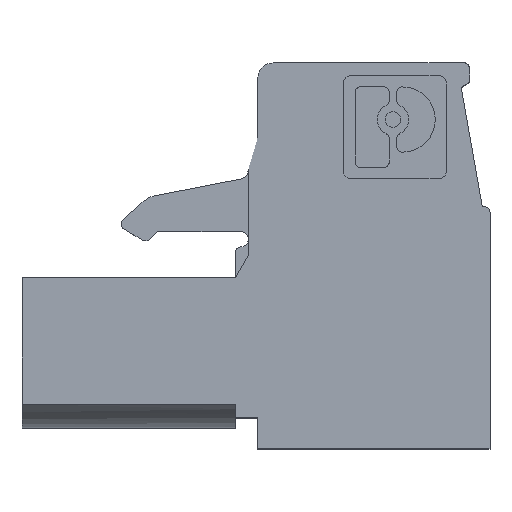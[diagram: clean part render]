
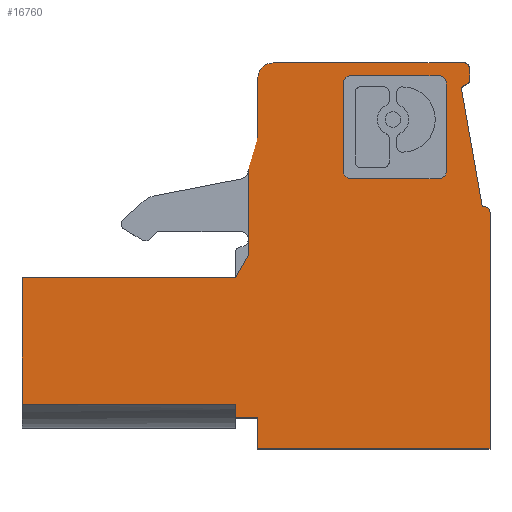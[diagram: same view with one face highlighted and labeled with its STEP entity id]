
A CAD part, top view. The second image highlights one B-rep face of the part: STEP entity #16760.
In plain terms, the highlighted planar face has unit normal (0, 0, 1).
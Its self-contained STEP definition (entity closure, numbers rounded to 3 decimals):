
#1960=CARTESIAN_POINT('',(49.127,48.775,2.54));
#1970=VERTEX_POINT('',#1960);
#2000=CARTESIAN_POINT('',(49.127,0.,2.54));
#2010=DIRECTION('',(0.,1.,0.));
#2020=VECTOR('',#2010,1.);
#2030=LINE('',#2000,#2020);
#2040=CARTESIAN_POINT('',(49.127,45.424,2.54));
#2050=VERTEX_POINT('',#2040);
#2060=EDGE_CURVE('',#2050,#1970,#2030,.T.);
#2620=CARTESIAN_POINT('',(50.097,52.313,2.54));
#2630=DIRECTION('',(0.,0.,1.));
#2640=DIRECTION('',(1.,0.,0.));
#2650=AXIS2_PLACEMENT_3D('',#2620,#2630,#2640);
#2660=CIRCLE('',#2650,0.6);
#2670=CARTESIAN_POINT('',(50.097,52.913,2.54));
#2680=VERTEX_POINT('',#2670);
#2690=CARTESIAN_POINT('',(49.497,52.313,2.54));
#2700=VERTEX_POINT('',#2690);
#2710=EDGE_CURVE('',#2680,#2700,#2660,.T.);
#4640=CARTESIAN_POINT('',(48.627,39.113,2.54));
#4650=VERTEX_POINT('',#4640);
#4680=CARTESIAN_POINT('',(0.,39.113,2.54));
#4690=DIRECTION('',(-1.,0.,0.));
#4700=VECTOR('',#4690,1.);
#4710=LINE('',#4680,#4700);
#4720=CARTESIAN_POINT('',(49.497,39.113,2.54));
#4730=VERTEX_POINT('',#4720);
#4740=EDGE_CURVE('',#4730,#4650,#4710,.T.);
#6360=CARTESIAN_POINT('',(40.327,39.643,2.54));
#6370=VERTEX_POINT('',#6360);
#6400=CARTESIAN_POINT('',(0.,39.643,2.54));
#6410=DIRECTION('',(1.,0.,0.));
#6420=VECTOR('',#6410,1.);
#6430=LINE('',#6400,#6420);
#6440=CARTESIAN_POINT('',(48.627,39.643,2.54));
#6450=VERTEX_POINT('',#6440);
#6460=EDGE_CURVE('',#6370,#6450,#6430,.T.);
#11750=CARTESIAN_POINT('',(48.627,44.558,2.54));
#11760=VERTEX_POINT('',#11750);
#11790=CARTESIAN_POINT('',(0.,44.558,2.54));
#11800=DIRECTION('',(1.,0.,0.));
#11810=VECTOR('',#11800,1.);
#11820=LINE('',#11790,#11810);
#11830=CARTESIAN_POINT('',(40.327,44.558,2.54));
#11840=VERTEX_POINT('',#11830);
#11850=EDGE_CURVE('',#11840,#11760,#11820,.T.);
#12330=CARTESIAN_POINT('',(58.527,47.113,2.54));
#12340=VERTEX_POINT('',#12330);
#12370=CARTESIAN_POINT('',(58.327,47.113,2.54));
#12380=DIRECTION('',(0.,0.,1.));
#12390=DIRECTION('',(1.,0.,0.));
#12400=AXIS2_PLACEMENT_3D('',#12370,#12380,#12390);
#12410=CIRCLE('',#12400,0.2);
#12420=CARTESIAN_POINT('',(58.327,47.313,2.54));
#12430=VERTEX_POINT('',#12420);
#12440=EDGE_CURVE('',#12340,#12430,#12410,.T.);
#14800=CARTESIAN_POINT('',(48.627,0.,2.54));
#14810=DIRECTION('',(0.,1.,0.));
#14820=VECTOR('',#14810,1.);
#14830=LINE('',#14800,#14820);
#14840=EDGE_CURVE('',#4650,#6450,#14830,.T.);
#14890=CARTESIAN_POINT('',(0.,0.,2.54));
#14900=DIRECTION('',(0.,0.,1.));
#14910=DIRECTION('',(1.,0.,0.));
#14920=AXIS2_PLACEMENT_3D('',#14890,#14900,#14910);
#14930=PLANE('',#14920);
#14940=ORIENTED_EDGE('',*,*,#4740,.F.);
#14950=ORIENTED_EDGE('',*,*,#14840,.F.);
#14960=ORIENTED_EDGE('',*,*,#6460,.T.);
#14970=CARTESIAN_POINT('',(40.327,0.,2.54));
#14980=DIRECTION('',(0.,1.,0.));
#14990=VECTOR('',#14980,1.);
#15000=LINE('',#14970,#14990);
#15010=EDGE_CURVE('',#6370,#11840,#15000,.T.);
#15020=ORIENTED_EDGE('',*,*,#15010,.F.);
#15030=ORIENTED_EDGE('',*,*,#11850,.F.);
#15040=CARTESIAN_POINT('',(22.901,0.,2.54));
#15050=DIRECTION('',(-0.5,-0.866,0.));
#15060=VECTOR('',#15050,1.);
#15070=LINE('',#15040,#15060);
#15080=EDGE_CURVE('',#2050,#11760,#15070,.T.);
#15090=ORIENTED_EDGE('',*,*,#15080,.T.);
#15100=ORIENTED_EDGE('',*,*,#2060,.F.);
#15110=CARTESIAN_POINT('',(0.,76.681,2.54));
#15120=DIRECTION('',(-0.87,0.494,0.));
#15130=VECTOR('',#15120,1.);
#15140=LINE('',#15110,#15130);
#15150=CARTESIAN_POINT('',(49.127,48.775,2.54));
#15160=VERTEX_POINT('',#15150);
#15170=EDGE_CURVE('',#1970,#15160,#15140,.T.);
#15180=ORIENTED_EDGE('',*,*,#15170,.F.);
#15190=CARTESIAN_POINT('',(34.539,0.,2.54));
#15200=DIRECTION('',(-0.287,-0.958,0.));
#15210=VECTOR('',#15200,1.);
#15220=LINE('',#15190,#15210);
#15230=CARTESIAN_POINT('',(49.497,50.013,2.54));
#15240=VERTEX_POINT('',#15230);
#15250=EDGE_CURVE('',#15240,#15160,#15220,.T.);
#15260=ORIENTED_EDGE('',*,*,#15250,.T.);
#15270=CARTESIAN_POINT('',(49.497,0.,2.54));
#15280=DIRECTION('',(0.,1.,0.));
#15290=VECTOR('',#15280,1.);
#15300=LINE('',#15270,#15290);
#15310=EDGE_CURVE('',#15240,#2700,#15300,.T.);
#15320=ORIENTED_EDGE('',*,*,#15310,.F.);
#15330=ORIENTED_EDGE('',*,*,#2710,.T.);
#15340=CARTESIAN_POINT('',(0.,52.913,2.54));
#15350=DIRECTION('',(1.,0.,0.));
#15360=VECTOR('',#15350,1.);
#15370=LINE('',#15340,#15360);
#15380=CARTESIAN_POINT('',(57.522,52.913,2.54));
#15390=VERTEX_POINT('',#15380);
#15400=EDGE_CURVE('',#2680,#15390,#15370,.T.);
#15410=ORIENTED_EDGE('',*,*,#15400,.F.);
#15420=CARTESIAN_POINT('',(57.522,52.713,2.54));
#15430=DIRECTION('',(0.,0.,1.));
#15440=DIRECTION('',(1.,0.,0.));
#15450=AXIS2_PLACEMENT_3D('',#15420,#15430,#15440);
#15460=CIRCLE('',#15450,0.2);
#15470=CARTESIAN_POINT('',(57.722,52.721,2.54));
#15480=VERTEX_POINT('',#15470);
#15490=EDGE_CURVE('',#15480,#15390,#15460,.T.);
#15500=ORIENTED_EDGE('',*,*,#15490,.T.);
#15510=CARTESIAN_POINT('',(60.024,0.,2.54));
#15520=DIRECTION('',(-0.044,0.999,0.));
#15530=VECTOR('',#15520,1.);
#15540=LINE('',#15510,#15530);
#15550=CARTESIAN_POINT('',(57.747,52.163,2.54));
#15560=VERTEX_POINT('',#15550);
#15570=EDGE_CURVE('',#15560,#15480,#15540,.T.);
#15580=ORIENTED_EDGE('',*,*,#15570,.T.);
#15590=CARTESIAN_POINT('',(0.,18.823,2.54));
#15600=DIRECTION('',(-0.866,-0.5,0.));
#15610=VECTOR('',#15600,1.);
#15620=LINE('',#15590,#15610);
#15630=CARTESIAN_POINT('',(57.406,51.966,2.54));
#15640=VERTEX_POINT('',#15630);
#15650=EDGE_CURVE('',#15560,#15640,#15620,.T.);
#15660=ORIENTED_EDGE('',*,*,#15650,.F.);
#15670=CARTESIAN_POINT('',(66.569,0.,2.54));
#15680=DIRECTION('',(0.174,-0.985,0.));
#15690=VECTOR('',#15680,1.);
#15700=LINE('',#15670,#15690);
#15710=CARTESIAN_POINT('',(58.227,47.313,2.54));
#15720=VERTEX_POINT('',#15710);
#15730=EDGE_CURVE('',#15640,#15720,#15700,.T.);
#15740=ORIENTED_EDGE('',*,*,#15730,.F.);
#15750=CARTESIAN_POINT('',(0.,47.313,2.54));
#15760=DIRECTION('',(-1.,0.,0.));
#15770=VECTOR('',#15760,1.);
#15780=LINE('',#15750,#15770);
#15790=EDGE_CURVE('',#12430,#15720,#15780,.T.);
#15800=ORIENTED_EDGE('',*,*,#15790,.T.);
#15810=ORIENTED_EDGE('',*,*,#12440,.T.);
#15820=CARTESIAN_POINT('',(58.527,0.,2.54));
#15830=DIRECTION('',(0.,-1.,0.));
#15840=VECTOR('',#15830,1.);
#15850=LINE('',#15820,#15840);
#15860=CARTESIAN_POINT('',(58.527,37.913,2.54));
#15870=VERTEX_POINT('',#15860);
#15880=EDGE_CURVE('',#12340,#15870,#15850,.T.);
#15890=ORIENTED_EDGE('',*,*,#15880,.F.);
#15900=CARTESIAN_POINT('',(0.,37.913,2.54));
#15910=DIRECTION('',(-1.,0.,0.));
#15920=VECTOR('',#15910,1.);
#15930=LINE('',#15900,#15920);
#15940=CARTESIAN_POINT('',(49.497,37.913,2.54));
#15950=VERTEX_POINT('',#15940);
#15960=EDGE_CURVE('',#15870,#15950,#15930,.T.);
#15970=ORIENTED_EDGE('',*,*,#15960,.F.);
#15980=CARTESIAN_POINT('',(49.497,0.,2.54));
#15990=DIRECTION('',(0.,1.,0.));
#16000=VECTOR('',#15990,1.);
#16010=LINE('',#15980,#16000);
#16020=EDGE_CURVE('',#15950,#4730,#16010,.T.);
#16030=ORIENTED_EDGE('',*,*,#16020,.F.);
#16040=EDGE_LOOP('',(#16030,#15970,#15890,#15810,#15800,#15740,#15660,
#15580,#15500,#15410,#15330,#15320,#15260,#15180,#15100,#15090,#15030,
#15020,#14960,#14950,#14940));
#16050=FACE_OUTER_BOUND('',#16040,.T.);
#16060=CARTESIAN_POINT('',(53.107,52.132,2.54));
#16070=DIRECTION('',(0.,0.,1.));
#16080=DIRECTION('',(1.,0.,0.));
#16090=AXIS2_PLACEMENT_3D('',#16060,#16070,#16080);
#16100=CIRCLE('',#16090,0.281);
#16110=CARTESIAN_POINT('',(53.107,52.413,2.54));
#16120=VERTEX_POINT('',#16110);
#16130=CARTESIAN_POINT('',(52.826,52.132,2.54));
#16140=VERTEX_POINT('',#16130);
#16150=EDGE_CURVE('',#16120,#16140,#16100,.T.);
#16160=ORIENTED_EDGE('',*,*,#16150,.F.);
#16170=CARTESIAN_POINT('',(52.826,0.,2.54));
#16180=DIRECTION('',(0.,1.,0.));
#16190=VECTOR('',#16180,1.);
#16200=LINE('',#16170,#16190);
#16210=CARTESIAN_POINT('',(52.826,48.694,2.54));
#16220=VERTEX_POINT('',#16210);
#16230=EDGE_CURVE('',#16220,#16140,#16200,.T.);
#16240=ORIENTED_EDGE('',*,*,#16230,.T.);
#16250=CARTESIAN_POINT('',(53.107,48.694,2.54));
#16260=DIRECTION('',(0.,0.,1.));
#16270=DIRECTION('',(1.,0.,0.));
#16280=AXIS2_PLACEMENT_3D('',#16250,#16260,#16270);
#16290=CIRCLE('',#16280,0.281);
#16300=CARTESIAN_POINT('',(53.107,48.413,2.54));
#16310=VERTEX_POINT('',#16300);
#16320=EDGE_CURVE('',#16220,#16310,#16290,.T.);
#16330=ORIENTED_EDGE('',*,*,#16320,.F.);
#16340=CARTESIAN_POINT('',(0.,48.413,2.54));
#16350=DIRECTION('',(-1.,0.,0.));
#16360=VECTOR('',#16350,1.);
#16370=LINE('',#16340,#16360);
#16380=CARTESIAN_POINT('',(56.545,48.413,2.54));
#16390=VERTEX_POINT('',#16380);
#16400=EDGE_CURVE('',#16390,#16310,#16370,.T.);
#16410=ORIENTED_EDGE('',*,*,#16400,.T.);
#16420=CARTESIAN_POINT('',(56.545,48.694,2.54));
#16430=DIRECTION('',(0.,0.,1.));
#16440=DIRECTION('',(1.,0.,0.));
#16450=AXIS2_PLACEMENT_3D('',#16420,#16430,#16440);
#16460=CIRCLE('',#16450,0.281);
#16470=CARTESIAN_POINT('',(56.826,48.694,2.54));
#16480=VERTEX_POINT('',#16470);
#16490=EDGE_CURVE('',#16390,#16480,#16460,.T.);
#16500=ORIENTED_EDGE('',*,*,#16490,.F.);
#16510=CARTESIAN_POINT('',(56.826,0.,2.54));
#16520=DIRECTION('',(0.,-1.,0.));
#16530=VECTOR('',#16520,1.);
#16540=LINE('',#16510,#16530);
#16550=CARTESIAN_POINT('',(56.826,52.132,2.54));
#16560=VERTEX_POINT('',#16550);
#16570=EDGE_CURVE('',#16560,#16480,#16540,.T.);
#16580=ORIENTED_EDGE('',*,*,#16570,.T.);
#16590=CARTESIAN_POINT('',(56.545,52.132,2.54));
#16600=DIRECTION('',(0.,0.,1.));
#16610=DIRECTION('',(1.,0.,0.));
#16620=AXIS2_PLACEMENT_3D('',#16590,#16600,#16610);
#16630=CIRCLE('',#16620,0.281);
#16640=CARTESIAN_POINT('',(56.545,52.413,2.54));
#16650=VERTEX_POINT('',#16640);
#16660=EDGE_CURVE('',#16560,#16650,#16630,.T.);
#16670=ORIENTED_EDGE('',*,*,#16660,.F.);
#16680=CARTESIAN_POINT('',(0.,52.413,2.54));
#16690=DIRECTION('',(1.,0.,0.));
#16700=VECTOR('',#16690,1.);
#16710=LINE('',#16680,#16700);
#16720=EDGE_CURVE('',#16120,#16650,#16710,.T.);
#16730=ORIENTED_EDGE('',*,*,#16720,.T.);
#16740=EDGE_LOOP('',(#16730,#16670,#16580,#16500,#16410,#16330,#16240,
#16160));
#16750=FACE_BOUND('',#16740,.T.);
#16760=ADVANCED_FACE('mstb_2.5-nnn-stf-5.08',(#16050,#16750),#14930,.T.)
;
